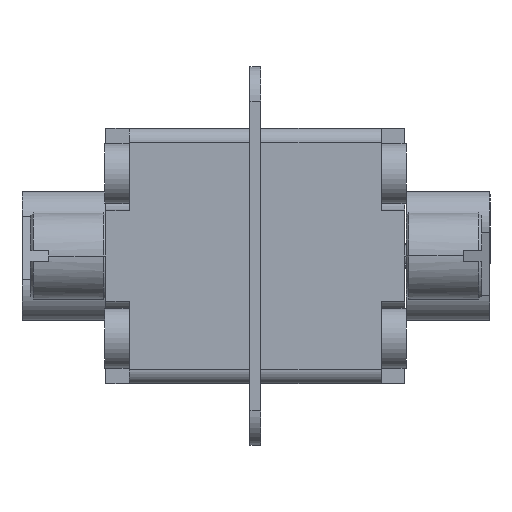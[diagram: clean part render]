
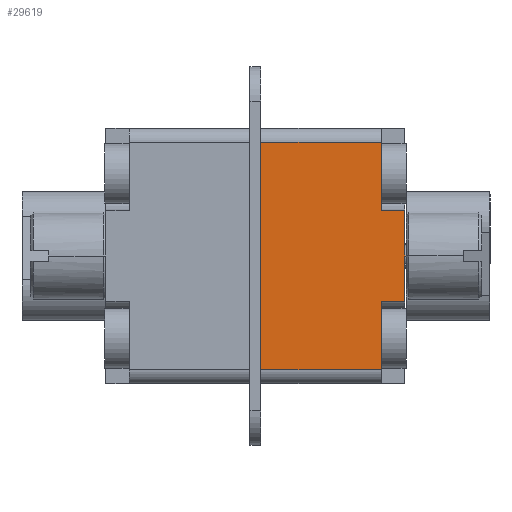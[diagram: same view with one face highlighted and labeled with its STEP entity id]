
A CAD part, front view. The second image highlights one B-rep face of the part: STEP entity #29619.
In plain terms, the highlighted planar face has unit normal (0, -1, 0).
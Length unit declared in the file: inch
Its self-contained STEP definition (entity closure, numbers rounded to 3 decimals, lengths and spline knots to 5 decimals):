
#784 = EDGE_CURVE ( 'NONE', #16960, #1884, #4906, .T. ) ;
#1305 = EDGE_CURVE ( 'NONE', #16960, #35203, #27258, .T. ) ;
#1318 = CARTESIAN_POINT ( 'NONE',  ( 0.46, -1.25, 0.415 ) ) ;
#1884 = VERTEX_POINT ( 'NONE', #33856 ) ;
#2114 = CARTESIAN_POINT ( 'NONE',  ( 0.02, -1.25, 0.465 ) ) ;
#2623 = CARTESIAN_POINT ( 'NONE',  ( 0.545, -1.25, -0.415 ) ) ;
#2988 = CARTESIAN_POINT ( 'NONE',  ( 0.545, -1.25, 0.465 ) ) ;
#3371 = ORIENTED_EDGE ( 'NONE', *, *, #1305, .F. ) ;
#3375 = VECTOR ( 'NONE', #10381, 39.37008 ) ;
#3524 = ORIENTED_EDGE ( 'NONE', *, *, #40752, .F. ) ;
#3592 = CARTESIAN_POINT ( 'NONE',  ( 0.545, -1.25, 0.415 ) ) ;
#4415 = DIRECTION ( 'NONE',  ( 0., 0., 1. ) ) ;
#4906 = LINE ( 'NONE', #2623, #30000 ) ;
#5020 = CARTESIAN_POINT ( 'NONE',  ( 0.545, -1.25, 0.465 ) ) ;
#6033 = DIRECTION ( 'NONE',  ( 0., 0., -1. ) ) ;
#6506 = EDGE_CURVE ( 'NONE', #29664, #35203, #34933, .T. ) ;
#6892 = CARTESIAN_POINT ( 'NONE',  ( 0.545, -1.25, -0.165 ) ) ;
#9773 = LINE ( 'NONE', #28684, #3375 ) ;
#9802 = FACE_OUTER_BOUND ( 'NONE', #29746, .T. ) ;
#10381 = DIRECTION ( 'NONE',  ( 1., 0., 0. ) ) ;
#10601 = VECTOR ( 'NONE', #31373, 39.37008 ) ;
#11768 = ORIENTED_EDGE ( 'NONE', *, *, #15896, .F. ) ;
#11788 = VECTOR ( 'NONE', #6033, 39.37008 ) ;
#11884 = VERTEX_POINT ( 'NONE', #6892 ) ;
#12067 = LINE ( 'NONE', #24743, #11788 ) ;
#14434 = ORIENTED_EDGE ( 'NONE', *, *, #784, .T. ) ;
#15232 = CARTESIAN_POINT ( 'NONE',  ( 0.02, -1.25, -0.415 ) ) ;
#15289 = VECTOR ( 'NONE', #24523, 39.37008 ) ;
#15292 = ORIENTED_EDGE ( 'NONE', *, *, #28840, .F. ) ;
#15896 = EDGE_CURVE ( 'NONE', #29664, #17572, #21173, .T. ) ;
#16191 = LINE ( 'NONE', #40534, #10601 ) ;
#16235 = DIRECTION ( 'NONE',  ( -1., 0., 0. ) ) ;
#16960 = VERTEX_POINT ( 'NONE', #15232 ) ;
#17453 = CARTESIAN_POINT ( 'NONE',  ( 0.46, -1.25, 0.465 ) ) ;
#17551 = CARTESIAN_POINT ( 'NONE',  ( 0.46, -1.25, 0.165 ) ) ;
#17572 = VERTEX_POINT ( 'NONE', #17551 ) ;
#17845 = CARTESIAN_POINT ( 'NONE',  ( 0.46, -1.25, -0.165 ) ) ;
#20125 = ORIENTED_EDGE ( 'NONE', *, *, #32302, .F. ) ;
#21173 = LINE ( 'NONE', #17453, #15289 ) ;
#22471 = ORIENTED_EDGE ( 'NONE', *, *, #30584, .T. ) ;
#23759 = VECTOR ( 'NONE', #24799, 39.37008 ) ;
#24523 = DIRECTION ( 'NONE',  ( 0., 0., -1. ) ) ;
#24743 = CARTESIAN_POINT ( 'NONE',  ( 0.46, -1.25, -0.165 ) ) ;
#24799 = DIRECTION ( 'NONE',  ( 0., 0., -1. ) ) ;
#26998 = VECTOR ( 'NONE', #16235, 39.37008 ) ;
#27258 = LINE ( 'NONE', #2114, #31994 ) ;
#27264 = DIRECTION ( 'NONE',  ( 0., 1., 0. ) ) ;
#27920 = LINE ( 'NONE', #2988, #23759 ) ;
#28684 = CARTESIAN_POINT ( 'NONE',  ( 0.46, -1.25, 0.165 ) ) ;
#28840 = EDGE_CURVE ( 'NONE', #32953, #1884, #12067, .T. ) ;
#29619 = ADVANCED_FACE ( 'NONE', ( #9802 ), #32234, .F. ) ;
#29664 = VERTEX_POINT ( 'NONE', #1318 ) ;
#29746 = EDGE_LOOP ( 'NONE', ( #3371, #14434, #15292, #22471, #3524, #20125, #11768, #32792 ) ) ;
#30000 = VECTOR ( 'NONE', #36672, 39.37008 ) ;
#30584 = EDGE_CURVE ( 'NONE', #32953, #11884, #16191, .T. ) ;
#30891 = CARTESIAN_POINT ( 'NONE',  ( 0.02, -1.25, 0.415 ) ) ;
#31373 = DIRECTION ( 'NONE',  ( 1., 0., 0. ) ) ;
#31994 = VECTOR ( 'NONE', #36573, 39.37008 ) ;
#32234 = PLANE ( 'NONE',  #38353 ) ;
#32302 = EDGE_CURVE ( 'NONE', #17572, #32334, #9773, .T. ) ;
#32334 = VERTEX_POINT ( 'NONE', #39460 ) ;
#32792 = ORIENTED_EDGE ( 'NONE', *, *, #6506, .T. ) ;
#32953 = VERTEX_POINT ( 'NONE', #17845 ) ;
#33856 = CARTESIAN_POINT ( 'NONE',  ( 0.46, -1.25, -0.415 ) ) ;
#34933 = LINE ( 'NONE', #3592, #26998 ) ;
#35203 = VERTEX_POINT ( 'NONE', #30891 ) ;
#36573 = DIRECTION ( 'NONE',  ( 0., 0., 1. ) ) ;
#36672 = DIRECTION ( 'NONE',  ( 1., 0., 0. ) ) ;
#38353 = AXIS2_PLACEMENT_3D ( 'NONE', #5020, #27264, #4415 ) ;
#39460 = CARTESIAN_POINT ( 'NONE',  ( 0.545, -1.25, 0.165 ) ) ;
#40534 = CARTESIAN_POINT ( 'NONE',  ( 0.46, -1.25, -0.165 ) ) ;
#40752 = EDGE_CURVE ( 'NONE', #32334, #11884, #27920, .T. ) ;
